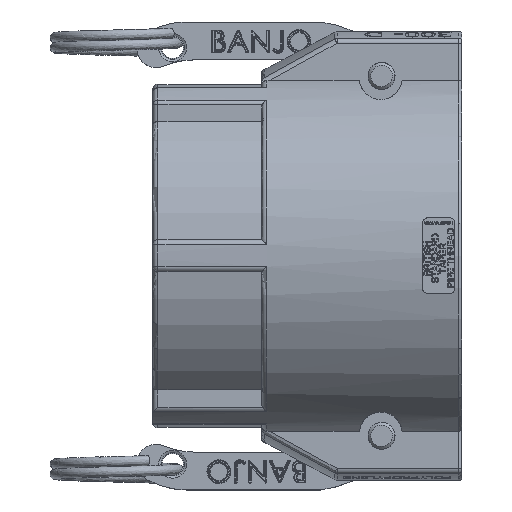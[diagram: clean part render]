
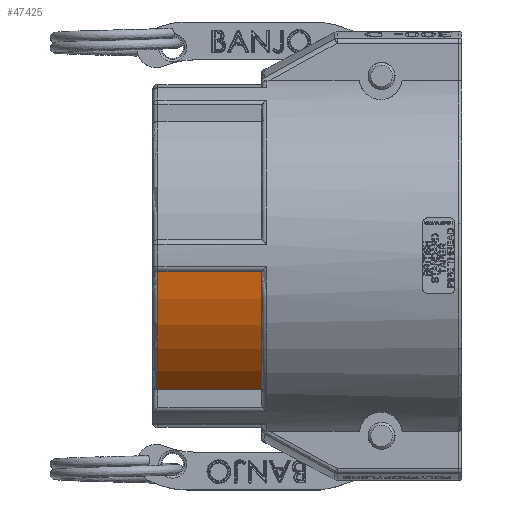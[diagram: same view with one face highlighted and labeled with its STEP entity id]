
A CAD part, top view. The second image highlights one B-rep face of the part: STEP entity #47425.
In plain terms, the highlighted cylindrical face has radius 50.546 mm (diameter 101.092 mm), a partial arc.
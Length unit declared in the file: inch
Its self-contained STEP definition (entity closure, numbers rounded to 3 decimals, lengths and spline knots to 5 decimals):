
#4107=CYLINDRICAL_SURFACE('',#50554,1.99);
#4981=FACE_OUTER_BOUND('',#7825,.T.);
#7825=EDGE_LOOP('',(#35247,#35248,#35249,#35250));
#10444=CIRCLE('',#50183,1.99);
#10557=CIRCLE('',#50353,1.99);
#13915=LINE('',#64318,#17363);
#14357=LINE('',#111436,#17805);
#17363=VECTOR('',#53540,0.3937);
#17805=VECTOR('',#54836,0.3937);
#20910=VERTEX_POINT('',#64217);
#20912=VERTEX_POINT('',#64239);
#20917=VERTEX_POINT('',#64317);
#21231=VERTEX_POINT('',#69888);
#25616=EDGE_CURVE('',#20917,#20912,#13915,.T.);
#25679=EDGE_CURVE('',#20910,#20912,#10444,.T.);
#26044=EDGE_CURVE('',#20917,#21231,#10557,.T.);
#26747=EDGE_CURVE('',#20910,#21231,#14357,.T.);
#35247=ORIENTED_EDGE('',*,*,#25679,.F.);
#35248=ORIENTED_EDGE('',*,*,#26747,.T.);
#35249=ORIENTED_EDGE('',*,*,#26044,.F.);
#35250=ORIENTED_EDGE('',*,*,#25616,.T.);
#47425=ADVANCED_FACE('',(#4981),#4107,.T.);
#50183=AXIS2_PLACEMENT_3D('',#64667,#53675,#53676);
#50353=AXIS2_PLACEMENT_3D('',#69889,#54102,#54103);
#50554=AXIS2_PLACEMENT_3D('',#111438,#54839,#54840);
#53540=DIRECTION('',(-1.,0.,0.));
#53675=DIRECTION('center_axis',(-1.,0.,0.));
#53676=DIRECTION('ref_axis',(0.,-0.474,0.88));
#54102=DIRECTION('center_axis',(1.,0.,0.));
#54103=DIRECTION('ref_axis',(0.,1.,0.));
#54836=DIRECTION('',(1.,0.,0.));
#54839=DIRECTION('center_axis',(1.,0.,0.));
#54840=DIRECTION('ref_axis',(0.,1.,0.));
#64217=CARTESIAN_POINT('',(-1.2,-1.55342,1.24377));
#64239=CARTESIAN_POINT('',(-1.2,-0.185,1.98138));
#64317=CARTESIAN_POINT('',(0.,-0.185,1.98138));
#64318=CARTESIAN_POINT('',(-0.63,-0.185,1.98138));
#64667=CARTESIAN_POINT('Origin',(-1.2,0.,0.));
#69888=CARTESIAN_POINT('',(0.,-1.55342,1.24377));
#69889=CARTESIAN_POINT('Origin',(0.,0.,0.));
#111436=CARTESIAN_POINT('',(-0.63,-1.55342,1.24377));
#111438=CARTESIAN_POINT('Origin',(-0.63,0.,0.));
